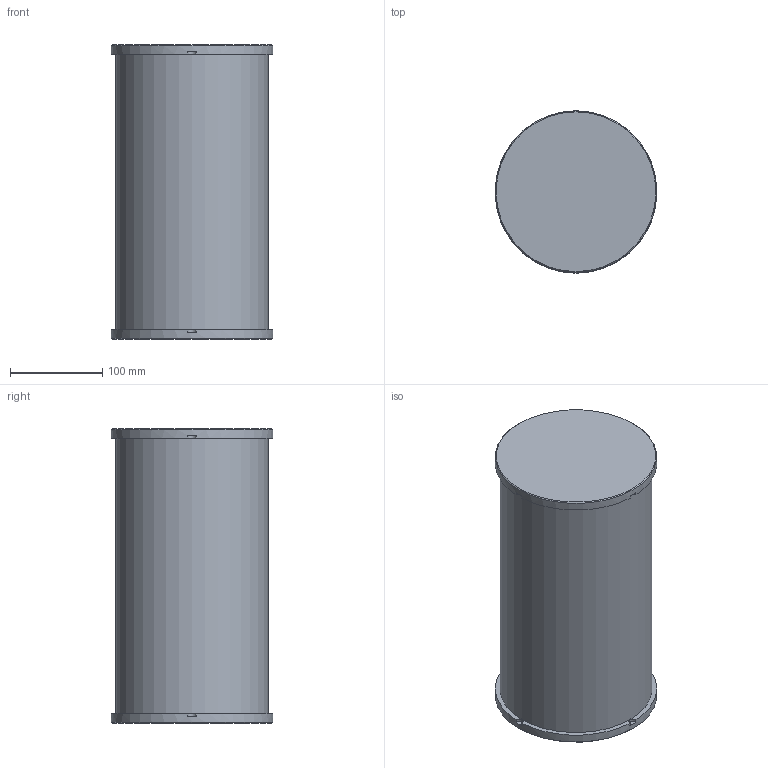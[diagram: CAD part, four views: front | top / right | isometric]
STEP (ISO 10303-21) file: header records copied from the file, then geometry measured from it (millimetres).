
FILE_DESCRIPTION(/* description */ (''),/* implementation_level */ '2;1');
FILE_NAME(/* name */ '20558c59-8e3a-4881-bcde-121294f2addd.stp',/* time_stamp */ '2023-05-26T13:37:19Z',/* author */ (''),/* organization */ (''),/* preprocessor_version */ 'ST-DEVELOPER v19.2',/* originating_system */ 'Autodesk Translation Framework v12.6.0.85',/* authorisation */ '');
FILE_SCHEMA (('AUTOMOTIVE_DESIGN { 1 0 10303 214 3 1 1 }'));
Length unit declared in the file: millimetre
Products named in the file (2): P22-20-00 Caisson 6'' avec bouchons delrin; P22-20-01Bouchon_6in_POM
Assembly tree (2 placements, depth 2):
  P22-20-00 Caisson 6'' avec bouchons delrin
    P22-20-01Bouchon_6in_POM  x2
Bounding box: 175 x 175 x 318.45 mm (x, y, z)
Volume: 1912316.4 mm3; surface area: 485350.6 mm2
Topology: 3 solids, 3 shells, 78 faces, 166 edges, 106 vertices
Faces by surface type: cylinder 32, plane 26, cone 20
Full cylindrical faces by diameter (mm): 3.332 x8, 110 x2, 140.3 x4, 150.3 x6, 152.4 x1, 165.1 x1, 175 x2
Entity records: 1175 total; most frequent: DIRECTION 223, CARTESIAN_POINT 182, ORIENTED_EDGE 164, AXIS2_PLACEMENT_3D 96, EDGE_CURVE 82, VERTEX_POINT 55, EDGE_LOOP 53, CIRCLE 51
